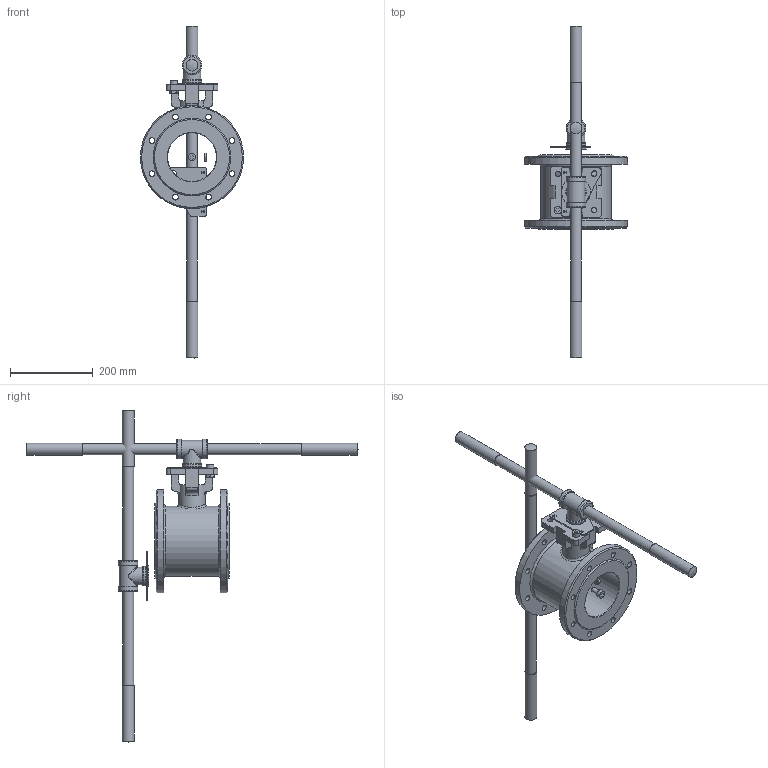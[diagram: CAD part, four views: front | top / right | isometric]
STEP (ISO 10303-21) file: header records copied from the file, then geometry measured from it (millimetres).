
FILE_DESCRIPTION( ( 'Unknown' ), '1' );
FILE_NAME( '8.440.125.stp', 'Unknown', ( 'Unknown' ), ( 'Unknown' ), 'PSStep 13.0', 'Unknown', ' ' );
FILE_SCHEMA( ( 'AUTOMOTIVE_DESIGN { 1 0 10303 214 1 1 1 1 }' ) );
Length unit declared in the file: millimetre
Products named in the file (5): Assem1; Hebel_DN125-DN150; DIN912_M12x22; DIN934-M12.1; 8.440.125 
Bounding box: 250 x 804.38 x 804.38 mm (x, y, z)
Volume: 7954735.2 mm3; surface area: 1004584.8 mm2
Topology: 8 solids, 10 shells, 476 faces, 1260 edges, 826 vertices
Faces by surface type: plane 216, cylinder 124, extrusion 40, torus 36, bspline 34, cone 22, sphere 4
Full cylindrical faces by diameter (mm): 10.2 x2, 12 x2, 13 x10, 13.835 x32, 18 x2, 21.6 x2, 26.6 x4, 28.6 x4, 33 x2, 42.4 x2, 43.2 x2, 47.4 x4, 48.2 x2, 50 x2, 65 x2, 70 x2, 118 x2, 170 x2, 250 x4
Entity records: 15961 total; most frequent: CARTESIAN_POINT 8657, ORIENTED_EDGE 1044, DIRECTION 1004, EDGE_CURVE 522, AXIS2_PLACEMENT_3D 376, VERTEX_POINT 375, EDGE_LOOP 373, FACE_OUTER_BOUND 293
